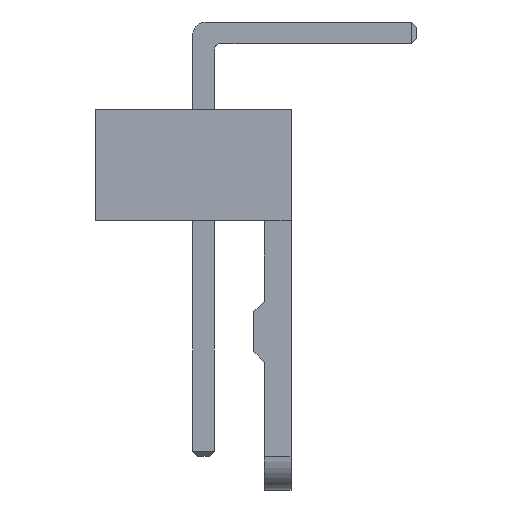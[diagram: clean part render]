
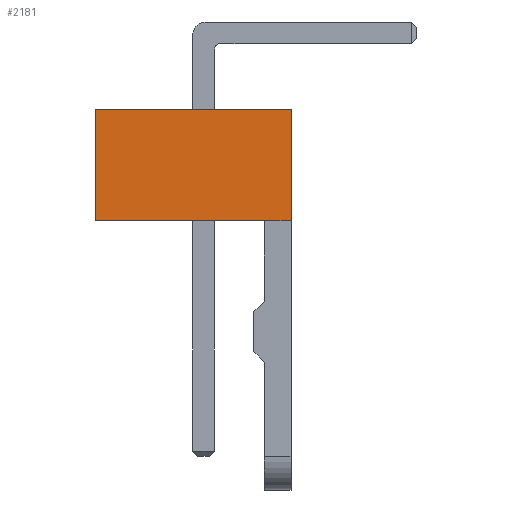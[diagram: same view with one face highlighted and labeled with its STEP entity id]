
A CAD part, left-side view. The second image highlights one B-rep face of the part: STEP entity #2181.
In plain terms, the highlighted planar face has unit normal (-1, 0, 0).
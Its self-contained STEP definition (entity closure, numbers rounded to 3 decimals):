
#87 = VERTEX_POINT ( 'NONE', #1972 ) ;
#277 = VERTEX_POINT ( 'NONE', #2208 ) ;
#678 = LINE ( 'NONE', #1960, #4850 ) ;
#879 = CARTESIAN_POINT ( 'NONE',  ( -2.54, 0., -3.3 ) ) ;
#981 = EDGE_CURVE ( 'NONE', #2118, #277, #678, .T. ) ;
#1527 = VERTEX_POINT ( 'NONE', #4985 ) ;
#1584 = VECTOR ( 'NONE', #1656, 1000. ) ;
#1609 = DIRECTION ( 'NONE',  ( 0., -1., 0. ) ) ;
#1656 = DIRECTION ( 'NONE',  ( 0., -1., 0. ) ) ;
#1923 = EDGE_CURVE ( 'NONE', #1527, #87, #2578, .T. ) ;
#1960 = CARTESIAN_POINT ( 'NONE',  ( -2.54, 0., 0. ) ) ;
#1964 = DIRECTION ( 'NONE',  ( 0., 0., 1. ) ) ;
#1972 = CARTESIAN_POINT ( 'NONE',  ( -2.54, 5.8, 0. ) ) ;
#1989 = AXIS2_PLACEMENT_3D ( 'NONE', #2270, #5077, #3488 ) ;
#2118 = VERTEX_POINT ( 'NONE', #879 ) ;
#2181 = ADVANCED_FACE ( 'NONE', ( #2504 ), #3397, .F. ) ;
#2208 = CARTESIAN_POINT ( 'NONE',  ( -2.54, 0., 0. ) ) ;
#2228 = ORIENTED_EDGE ( 'NONE', *, *, #1923, .F. ) ;
#2270 = CARTESIAN_POINT ( 'NONE',  ( -2.54, 5.8, 0. ) ) ;
#2307 = DIRECTION ( 'NONE',  ( 0., 0., 1. ) ) ;
#2348 = LINE ( 'NONE', #3650, #2895 ) ;
#2472 = EDGE_CURVE ( 'NONE', #87, #277, #2348, .T. ) ;
#2504 = FACE_OUTER_BOUND ( 'NONE', #4973, .T. ) ;
#2561 = ORIENTED_EDGE ( 'NONE', *, *, #981, .T. ) ;
#2578 = LINE ( 'NONE', #5193, #3157 ) ;
#2840 = ORIENTED_EDGE ( 'NONE', *, *, #2472, .F. ) ;
#2895 = VECTOR ( 'NONE', #1609, 1000. ) ;
#3157 = VECTOR ( 'NONE', #1964, 1000. ) ;
#3397 = PLANE ( 'NONE',  #1989 ) ;
#3488 = DIRECTION ( 'NONE',  ( 0., 0., -1. ) ) ;
#3650 = CARTESIAN_POINT ( 'NONE',  ( -2.54, 5.8, 0. ) ) ;
#4544 = CARTESIAN_POINT ( 'NONE',  ( -2.54, 5.8, -3.3 ) ) ;
#4847 = EDGE_CURVE ( 'NONE', #1527, #2118, #5091, .T. ) ;
#4850 = VECTOR ( 'NONE', #2307, 1000. ) ;
#4973 = EDGE_LOOP ( 'NONE', ( #2561, #2840, #2228, #5085 ) ) ;
#4985 = CARTESIAN_POINT ( 'NONE',  ( -2.54, 5.8, -3.3 ) ) ;
#5077 = DIRECTION ( 'NONE',  ( 1., 0., 0. ) ) ;
#5085 = ORIENTED_EDGE ( 'NONE', *, *, #4847, .T. ) ;
#5091 = LINE ( 'NONE', #4544, #1584 ) ;
#5193 = CARTESIAN_POINT ( 'NONE',  ( -2.54, 5.8, 0. ) ) ;
